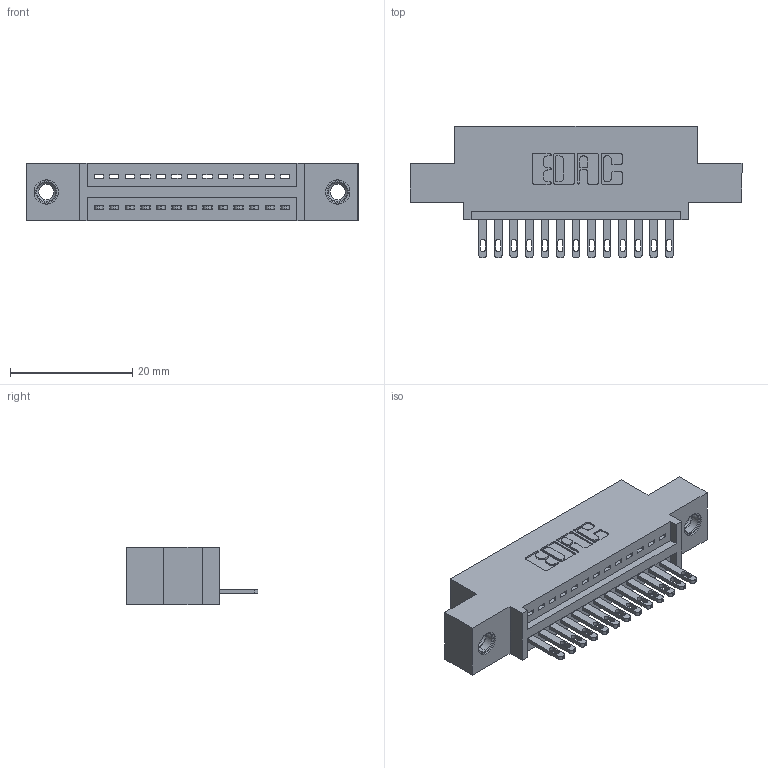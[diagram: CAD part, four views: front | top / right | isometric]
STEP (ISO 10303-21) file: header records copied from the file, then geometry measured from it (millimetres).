
FILE_DESCRIPTION (( 'STEP AP203' ), '1' );
FILE_NAME ('345-013-500-407.STEP', '2018-08-18T05:17:50', ( '' ), ( '' ), 'SwSTEP 2.0', 'SolidWorks 2016', '' );
FILE_SCHEMA (( 'CONFIG_CONTROL_DESIGN' ));
Length unit declared in the file: inch
Products named in the file (4): 345-292-001_345-293-100; 345-250-001_345-250-005-103; 345-013-500-407; 345 Part_0.110 Offset - 0.156 Dia-TI
Assembly tree (16 placements, depth 2):
  345-013-500-407
    345 Part_0.110 Offset - 0.156 Dia-TI
    345-292-001_345-293-100  x13
    345-250-001_345-250-005-103  x2
Bounding box: 54.23 x 21.51 x 9.4 mm (x, y, z)
Volume: 4834.3 mm3; surface area: 6173.9 mm2
Topology: 16 solids, 16 shells, 892 faces, 2673 edges, 1774 vertices
Faces by surface type: plane 558, cylinder 318, cone 12, torus 4
Entity records: 14936 total; most frequent: CARTESIAN_POINT 2570, ORIENTED_EDGE 2510, DIRECTION 2315, EDGE_CURVE 1255, LINE 1047, VECTOR 1047, VERTEX_POINT 832, AXIS2_PLACEMENT_3D 634
